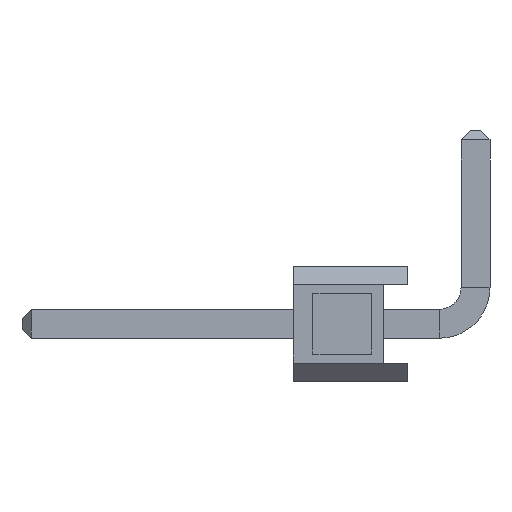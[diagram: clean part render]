
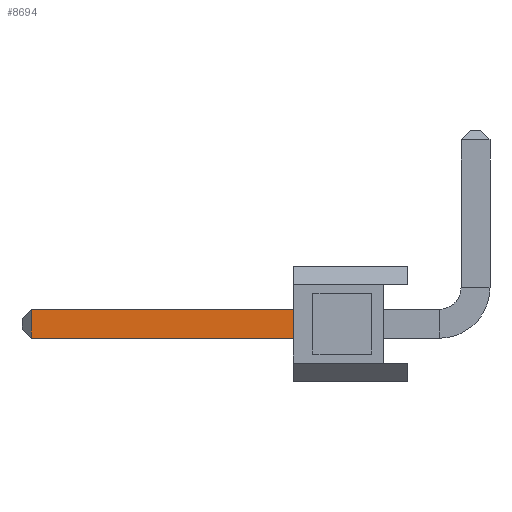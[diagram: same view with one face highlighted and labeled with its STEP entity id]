
A CAD part, left-side view. The second image highlights one B-rep face of the part: STEP entity #8694.
In plain terms, the highlighted planar face has unit normal (-1, 0, 0).
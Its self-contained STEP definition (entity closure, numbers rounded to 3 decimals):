
#135 = VERTEX_POINT ( 'NONE', #1351 ) ;
#374 = CARTESIAN_POINT ( 'NONE',  ( -0.32, -0.7, 0.32 ) ) ;
#614 = AXIS2_PLACEMENT_3D ( 'NONE', #1561, #7230, #7199 ) ;
#817 = DIRECTION ( 'NONE',  ( 0., 1., 0. ) ) ;
#834 = EDGE_CURVE ( 'NONE', #5498, #5419, #3657, .T. ) ;
#1240 = DIRECTION ( 'NONE',  ( 0., 0., -1. ) ) ;
#1351 = CARTESIAN_POINT ( 'NONE',  ( -0.32, 8.34, 0.32 ) ) ;
#1406 = ORIENTED_EDGE ( 'NONE', *, *, #834, .F. ) ;
#1550 = CARTESIAN_POINT ( 'NONE',  ( -0.32, -0.7, -0.32 ) ) ;
#1561 = CARTESIAN_POINT ( 'NONE',  ( -0.32, -0.7, -0.32 ) ) ;
#2047 = ORIENTED_EDGE ( 'NONE', *, *, #6634, .T. ) ;
#2965 = PLANE ( 'NONE',  #614 ) ;
#3238 = LINE ( 'NONE', #8379, #4390 ) ;
#3657 = LINE ( 'NONE', #1550, #8727 ) ;
#4390 = VECTOR ( 'NONE', #8342, 1000. ) ;
#4423 = LINE ( 'NONE', #8479, #6790 ) ;
#5419 = VERTEX_POINT ( 'NONE', #9162 ) ;
#5497 = EDGE_CURVE ( 'NONE', #5997, #5498, #4423, .T. ) ;
#5498 = VERTEX_POINT ( 'NONE', #9306 ) ;
#5640 = EDGE_LOOP ( 'NONE', ( #2047, #7299, #1406, #9904 ) ) ;
#5997 = VERTEX_POINT ( 'NONE', #9047 ) ;
#6634 = EDGE_CURVE ( 'NONE', #5997, #135, #6836, .T. ) ;
#6790 = VECTOR ( 'NONE', #1240, 1000. ) ;
#6836 = LINE ( 'NONE', #374, #9280 ) ;
#7199 = DIRECTION ( 'NONE',  ( 0., 0., 1. ) ) ;
#7230 = DIRECTION ( 'NONE',  ( -1., 0., 0. ) ) ;
#7299 = ORIENTED_EDGE ( 'NONE', *, *, #7989, .T. ) ;
#7989 = EDGE_CURVE ( 'NONE', #135, #5419, #3238, .T. ) ;
#8342 = DIRECTION ( 'NONE',  ( 0., 0., -1. ) ) ;
#8379 = CARTESIAN_POINT ( 'NONE',  ( -0.32, 8.34, -0.32 ) ) ;
#8479 = CARTESIAN_POINT ( 'NONE',  ( -0.32, 2.54, 0. ) ) ;
#8526 = FACE_OUTER_BOUND ( 'NONE', #5640, .T. ) ;
#8694 = ADVANCED_FACE ( 'NONE', ( #8526 ), #2965, .T. ) ;
#8727 = VECTOR ( 'NONE', #817, 1000. ) ;
#9047 = CARTESIAN_POINT ( 'NONE',  ( -0.32, 2.54, 0.32 ) ) ;
#9162 = CARTESIAN_POINT ( 'NONE',  ( -0.32, 8.34, -0.32 ) ) ;
#9243 = DIRECTION ( 'NONE',  ( 0., 1., 0. ) ) ;
#9280 = VECTOR ( 'NONE', #9243, 1000. ) ;
#9306 = CARTESIAN_POINT ( 'NONE',  ( -0.32, 2.54, -0.32 ) ) ;
#9904 = ORIENTED_EDGE ( 'NONE', *, *, #5497, .F. ) ;
